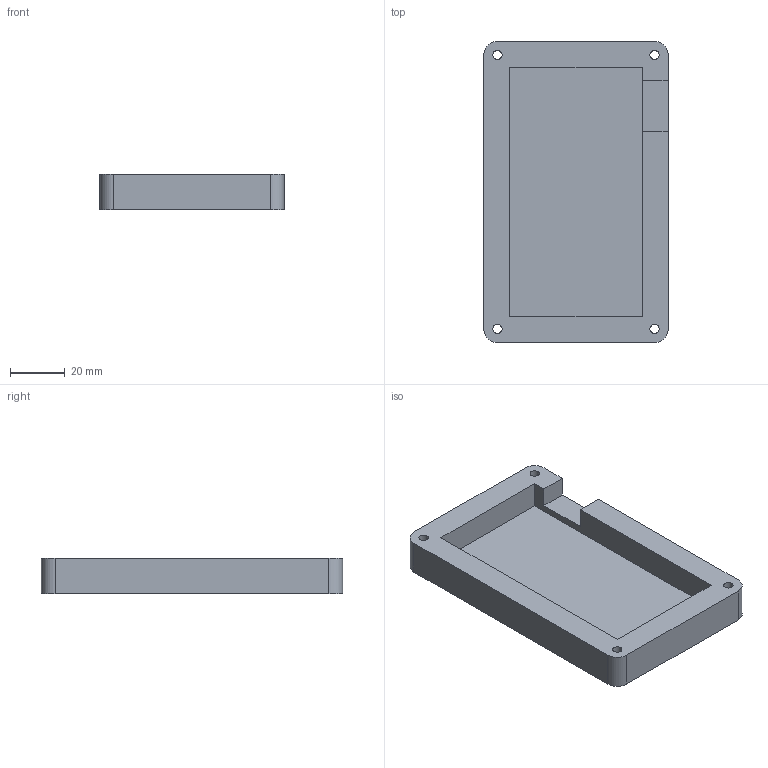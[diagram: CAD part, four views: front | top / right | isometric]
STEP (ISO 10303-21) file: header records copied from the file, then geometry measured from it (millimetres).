
FILE_DESCRIPTION(/* description */ ('','CAx-IF Rec.Pracs.---Representation and Presentation of Product Manufacturing Information (PMI)---4.0---2014-10-13'),/* implementation_level */ '2;1');
FILE_NAME(/* name */ 'Bottom.step',/* time_stamp */ '2025-05-21T16:09:42+09:00',/* author */ (''),/* organization */ (''),/* preprocessor_version */ 'ST-DEVELOPER v20',/* originating_system */ 'Autodesk Translation Framework v13.20.0.188',/* authorisation */ '');
FILE_SCHEMA (('AP242_MANAGED_MODEL_BASED_3D_ENGINEERING_MIM_LF { 1 0 10303 442 1 1 4 }'));
Length unit declared in the file: millimetre
Products named in the file (2): Keyboard; Keeyboard al1k's
Bounding box: 67.62 x 110.49 x 13.02 mm (x, y, z)
Volume: 50323.5 mm3; surface area: 22674.8 mm2
Topology: 1 solids, 1 shells, 489 faces, 1347 edges, 898 vertices
Faces by surface type: bspline 273, plane 204, cylinder 12
Full cylindrical faces by diameter (mm): 3.4 x4, 6 x4
Entity records: 18044 total; most frequent: CARTESIAN_POINT 7378, ORIENTED_EDGE 2694, EDGE_CURVE 1347, DIRECTION 1263, VERTEX_POINT 898, LINE 777, VECTOR 777, B_SPLINE_CURVE_WITH_KNOTS 546
